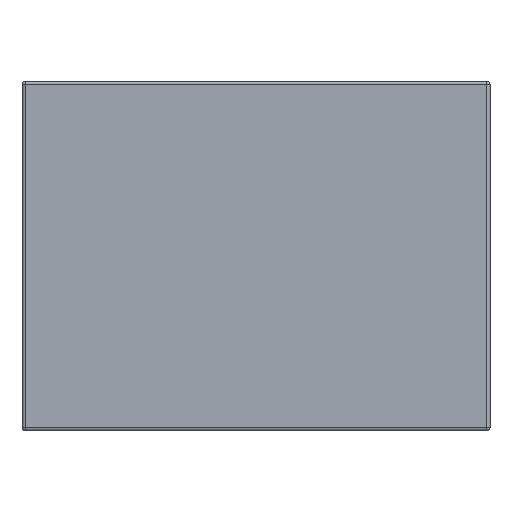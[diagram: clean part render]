
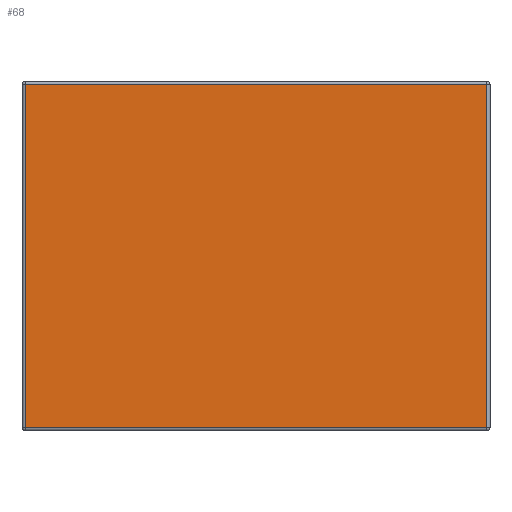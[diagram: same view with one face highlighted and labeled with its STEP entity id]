
A CAD part, front view. The second image highlights one B-rep face of the part: STEP entity #68.
In plain terms, the highlighted planar face has unit normal (0, -1, 0).
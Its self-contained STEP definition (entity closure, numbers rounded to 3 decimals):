
#68 = ADVANCED_FACE( '', ( #152 ), #153, .T. );
#152 = FACE_OUTER_BOUND( '', #252, .T. );
#153 = PLANE( '', #253 );
#252 = EDGE_LOOP( '', ( #360, #361, #362, #363 ) );
#253 = AXIS2_PLACEMENT_3D( '', #364, #365, #366 );
#360 = ORIENTED_EDGE( '', *, *, #582, .T. );
#361 = ORIENTED_EDGE( '', *, *, #580, .T. );
#362 = ORIENTED_EDGE( '', *, *, #583, .T. );
#363 = ORIENTED_EDGE( '', *, *, #584, .T. );
#364 = CARTESIAN_POINT( '', ( -1.525, -0.89, -1.14 ) );
#365 = DIRECTION( '', ( 0., -1., 0. ) );
#366 = DIRECTION( '', ( 0., 0., -1. ) );
#580 = EDGE_CURVE( '', #673, #658, #677, .T. );
#582 = EDGE_CURVE( '', #679, #673, #680, .T. );
#583 = EDGE_CURVE( '', #658, #681, #682, .T. );
#584 = EDGE_CURVE( '', #681, #679, #683, .T. );
#658 = VERTEX_POINT( '', #782 );
#673 = VERTEX_POINT( '', #799 );
#677 = LINE( '', #804, #805 );
#679 = VERTEX_POINT( '', #807 );
#680 = LINE( '', #808, #809 );
#681 = VERTEX_POINT( '', #810 );
#682 = LINE( '', #811, #812 );
#683 = LINE( '', #813, #814 );
#782 = CARTESIAN_POINT( '', ( 1.505, -0.89, -1.12 ) );
#799 = CARTESIAN_POINT( '', ( -1.505, -0.89, -1.12 ) );
#804 = CARTESIAN_POINT( '', ( 1.525, -0.89, -1.12 ) );
#805 = VECTOR( '', #961, 1000. );
#807 = CARTESIAN_POINT( '', ( -1.505, -0.89, 1.12 ) );
#808 = CARTESIAN_POINT( '', ( -1.505, -0.89, -1.14 ) );
#809 = VECTOR( '', #962, 1000. );
#810 = CARTESIAN_POINT( '', ( 1.505, -0.89, 1.12 ) );
#811 = CARTESIAN_POINT( '', ( 1.505, -0.89, 1.14 ) );
#812 = VECTOR( '', #963, 1000. );
#813 = CARTESIAN_POINT( '', ( -1.525, -0.89, 1.12 ) );
#814 = VECTOR( '', #964, 1000. );
#961 = DIRECTION( '', ( 1., 0., 0. ) );
#962 = DIRECTION( '', ( 0., 0., -1. ) );
#963 = DIRECTION( '', ( 0., 0., 1. ) );
#964 = DIRECTION( '', ( -1., 0., 0. ) );
